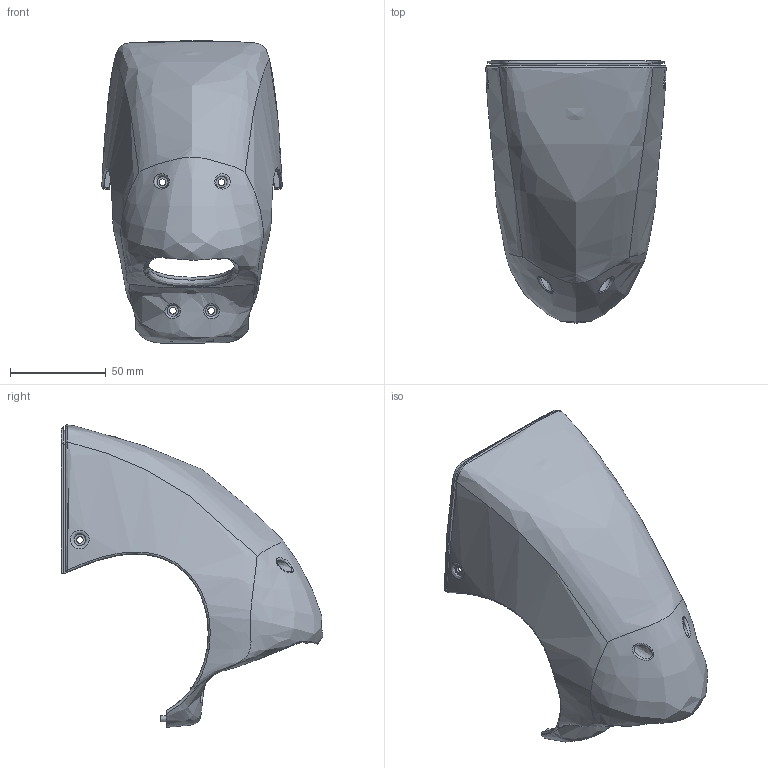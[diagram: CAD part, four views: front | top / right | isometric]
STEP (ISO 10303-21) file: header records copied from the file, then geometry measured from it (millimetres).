
FILE_DESCRIPTION(/* description */ (''),/* implementation_level */ '2;1');
FILE_NAME(/* name */ 'Nose Fairing.step',/* time_stamp */ '2016-11-09T20:44:56+11:00',/* author */ (''),/* organization */ (''),/* preprocessor_version */ 'ST-DEVELOPER v16.5',/* originating_system */ 'Autodesk Translation Framework v5.2.0.2031',/* authorisation */ '');
FILE_SCHEMA (('AUTOMOTIVE_DESIGN { 1 0 10303 214 3 1 1 }'));
Length unit declared in the file: centimetre
Products named in the file (1): Nose Fairing v29
Bounding box: 94.17 x 136.74 x 158 mm (x, y, z)
Volume: 41690.4 mm3; surface area: 67937.4 mm2
Topology: 3 solids, 3 shells, 142 faces, 401 edges, 278 vertices
Faces by surface type: bspline 68, plane 42, cylinder 24, cone 6, sphere 2
Full cylindrical faces by diameter (mm): 3 x2, 3.5 x5, 6 x2, 8 x4
Entity records: 17442 total; most frequent: CARTESIAN_POINT 14384, ORIENTED_EDGE 760, DIRECTION 397, EDGE_CURVE 379, VERTEX_POINT 271, B_SPLINE_CURVE_WITH_KNOTS 199, EDGE_LOOP 185, AXIS2_PLACEMENT_3D 169
